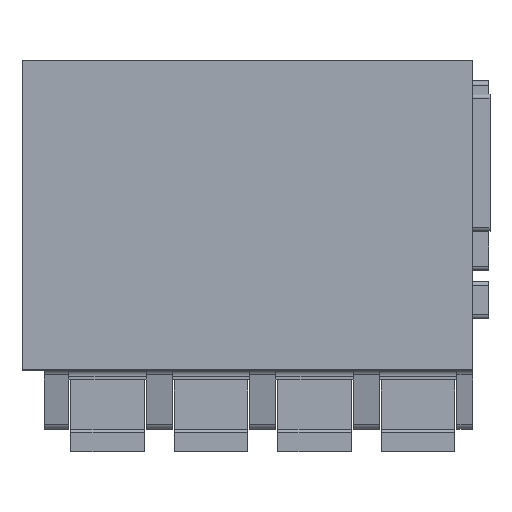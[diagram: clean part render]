
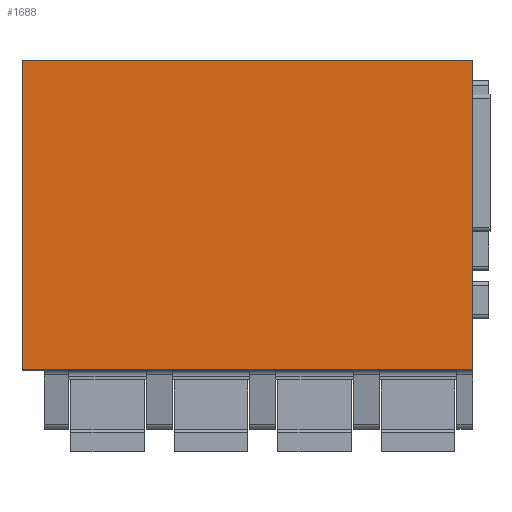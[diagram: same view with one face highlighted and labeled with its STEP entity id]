
A CAD part, top view. The second image highlights one B-rep face of the part: STEP entity #1688.
In plain terms, the highlighted planar face has unit normal (0, 0, 1).
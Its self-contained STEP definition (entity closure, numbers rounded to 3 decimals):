
#1661=AXIS2_PLACEMENT_3D('Plane Axis2P3D',#1658,#1659,#1660) ;
#383=CARTESIAN_POINT('Vertex',(22.12,19.2,18.3)) ;
#386=CARTESIAN_POINT('Line Origine',(22.12,11.6,18.3)) ;
#390=CARTESIAN_POINT('Vertex',(22.12,4.,18.3)) ;
#1658=CARTESIAN_POINT('Axis2P3D Location',(0.,19.2,18.3)) ;
#1663=CARTESIAN_POINT('Line Origine',(11.06,19.2,18.3)) ;
#1667=CARTESIAN_POINT('Vertex',(0.,19.2,18.3)) ;
#1670=CARTESIAN_POINT('Line Origine',(0.,11.6,18.3)) ;
#1674=CARTESIAN_POINT('Vertex',(0.,4.,18.3)) ;
#1677=CARTESIAN_POINT('Line Origine',(11.06,4.,18.3)) ;
#387=DIRECTION('Vector Direction',(0.,-1.,0.)) ;
#1659=DIRECTION('Axis2P3D Direction',(-0.,0.,1.)) ;
#1660=DIRECTION('Axis2P3D XDirection',(0.,-1.,0.)) ;
#1664=DIRECTION('Vector Direction',(1.,0.,0.)) ;
#1671=DIRECTION('Vector Direction',(0.,-1.,0.)) ;
#1678=DIRECTION('Vector Direction',(1.,0.,0.)) ;
#388=VECTOR('Line Direction',#387,1.) ;
#1665=VECTOR('Line Direction',#1664,1.) ;
#1672=VECTOR('Line Direction',#1671,1.) ;
#1679=VECTOR('Line Direction',#1678,1.) ;
#1683=ORIENTED_EDGE('',*,*,#392,.T.) ;
#1684=ORIENTED_EDGE('',*,*,#1669,.F.) ;
#1685=ORIENTED_EDGE('',*,*,#1676,.F.) ;
#1686=ORIENTED_EDGE('',*,*,#1681,.T.) ;
#1688=ADVANCED_FACE('_LMF 5.08/04/90 3.5SN OR BX 1330730000',(#1687),#1662,.T.) ;
#392=EDGE_CURVE('',#391,#384,#389,.F.) ;
#1669=EDGE_CURVE('',#1668,#384,#1666,.T.) ;
#1676=EDGE_CURVE('',#1675,#1668,#1673,.F.) ;
#1681=EDGE_CURVE('',#1675,#391,#1680,.T.) ;
#1682=EDGE_LOOP('',(#1683,#1684,#1685,#1686)) ;
#1687=FACE_OUTER_BOUND('',#1682,.T.) ;
#389=LINE('Line',#386,#388) ;
#1666=LINE('Line',#1663,#1665) ;
#1673=LINE('Line',#1670,#1672) ;
#1680=LINE('Line',#1677,#1679) ;
#1662=PLANE('',#1661) ;
#384=VERTEX_POINT('',#383) ;
#391=VERTEX_POINT('',#390) ;
#1668=VERTEX_POINT('',#1667) ;
#1675=VERTEX_POINT('',#1674) ;
